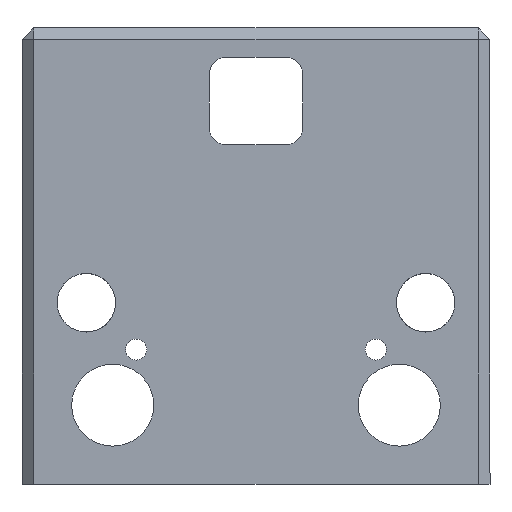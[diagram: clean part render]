
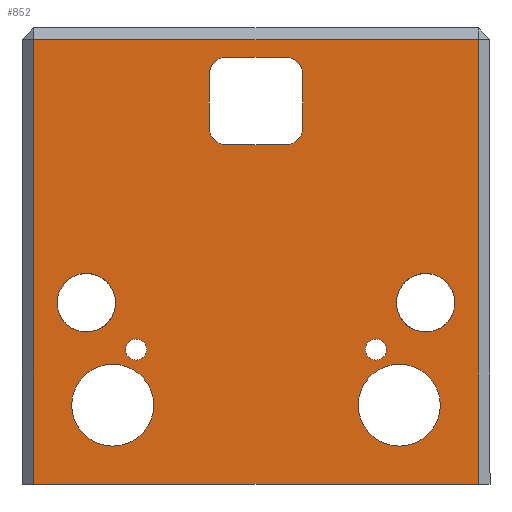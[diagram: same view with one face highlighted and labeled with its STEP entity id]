
A CAD part, left-side view. The second image highlights one B-rep face of the part: STEP entity #852.
In plain terms, the highlighted planar face has unit normal (-1, 0, 0).
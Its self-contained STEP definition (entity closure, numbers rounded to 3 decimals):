
#58=FACE_BOUND('',#200,.T.);
#59=FACE_BOUND('',#201,.T.);
#60=FACE_BOUND('',#202,.T.);
#61=FACE_BOUND('',#203,.T.);
#62=FACE_BOUND('',#204,.T.);
#63=FACE_BOUND('',#205,.T.);
#64=FACE_BOUND('',#206,.T.);
#70=CIRCLE('',#885,3.);
#72=CIRCLE('',#889,3.);
#76=CIRCLE('',#902,3.);
#87=CIRCLE('',#922,3.);
#92=CIRCLE('',#938,7.);
#93=CIRCLE('',#940,7.);
#94=CIRCLE('',#942,5.);
#95=CIRCLE('',#944,5.);
#96=CIRCLE('',#946,1.8);
#97=CIRCLE('',#948,1.8);
#142=FACE_OUTER_BOUND('',#199,.T.);
#199=EDGE_LOOP('',(#767,#768,#769,#770));
#200=EDGE_LOOP('',(#771,#772,#773,#774,#775,#776,#777,#778));
#201=EDGE_LOOP('',(#779));
#202=EDGE_LOOP('',(#780));
#203=EDGE_LOOP('',(#781));
#204=EDGE_LOOP('',(#782));
#205=EDGE_LOOP('',(#783));
#206=EDGE_LOOP('',(#784));
#215=LINE('',#1218,#291);
#220=LINE('',#1228,#296);
#224=LINE('',#1235,#300);
#242=LINE('',#1283,#318);
#245=LINE('',#1294,#321);
#267=LINE('',#1409,#343);
#268=LINE('',#1419,#344);
#282=LINE('',#1459,#358);
#291=VECTOR('',#967,10.);
#296=VECTOR('',#976,10.);
#300=VECTOR('',#982,10.);
#318=VECTOR('',#1028,10.);
#321=VECTOR('',#1039,10.);
#343=VECTOR('',#1129,10.);
#344=VECTOR('',#1140,10.);
#358=VECTOR('',#1194,10.);
#365=VERTEX_POINT('',#1211);
#367=VERTEX_POINT('',#1216);
#370=VERTEX_POINT('',#1224);
#371=VERTEX_POINT('',#1231);
#385=VERTEX_POINT('',#1273);
#386=VERTEX_POINT('',#1275);
#388=VERTEX_POINT('',#1281);
#391=VERTEX_POINT('',#1288);
#392=VERTEX_POINT('',#1290);
#403=VERTEX_POINT('',#1340);
#419=VERTEX_POINT('',#1401);
#420=VERTEX_POINT('',#1403);
#425=VERTEX_POINT('',#1435);
#426=VERTEX_POINT('',#1439);
#427=VERTEX_POINT('',#1443);
#428=VERTEX_POINT('',#1447);
#429=VERTEX_POINT('',#1451);
#430=VERTEX_POINT('',#1455);
#439=EDGE_CURVE('',#367,#365,#215,.T.);
#444=EDGE_CURVE('',#365,#370,#220,.T.);
#448=EDGE_CURVE('',#370,#371,#224,.T.);
#468=EDGE_CURVE('',#385,#386,#70,.T.);
#472=EDGE_CURVE('',#385,#388,#242,.T.);
#475=EDGE_CURVE('',#391,#392,#72,.T.);
#477=EDGE_CURVE('',#391,#386,#245,.T.);
#495=EDGE_CURVE('',#403,#388,#76,.T.);
#520=EDGE_CURVE('',#419,#420,#87,.T.);
#523=EDGE_CURVE('',#403,#420,#267,.T.);
#528=EDGE_CURVE('',#419,#392,#268,.T.);
#536=EDGE_CURVE('',#425,#425,#92,.T.);
#538=EDGE_CURVE('',#426,#426,#93,.T.);
#540=EDGE_CURVE('',#427,#427,#94,.T.);
#542=EDGE_CURVE('',#428,#428,#95,.T.);
#544=EDGE_CURVE('',#429,#429,#96,.T.);
#546=EDGE_CURVE('',#430,#430,#97,.T.);
#548=EDGE_CURVE('',#371,#367,#282,.T.);
#767=ORIENTED_EDGE('',*,*,#439,.F.);
#768=ORIENTED_EDGE('',*,*,#548,.F.);
#769=ORIENTED_EDGE('',*,*,#448,.F.);
#770=ORIENTED_EDGE('',*,*,#444,.F.);
#771=ORIENTED_EDGE('',*,*,#528,.T.);
#772=ORIENTED_EDGE('',*,*,#475,.F.);
#773=ORIENTED_EDGE('',*,*,#477,.T.);
#774=ORIENTED_EDGE('',*,*,#468,.F.);
#775=ORIENTED_EDGE('',*,*,#472,.T.);
#776=ORIENTED_EDGE('',*,*,#495,.F.);
#777=ORIENTED_EDGE('',*,*,#523,.T.);
#778=ORIENTED_EDGE('',*,*,#520,.F.);
#779=ORIENTED_EDGE('',*,*,#536,.T.);
#780=ORIENTED_EDGE('',*,*,#538,.T.);
#781=ORIENTED_EDGE('',*,*,#540,.T.);
#782=ORIENTED_EDGE('',*,*,#542,.T.);
#783=ORIENTED_EDGE('',*,*,#544,.T.);
#784=ORIENTED_EDGE('',*,*,#546,.T.);
#807=PLANE('',#950);
#852=ADVANCED_FACE('',(#142,#58,#59,#60,#61,#62,#63,#64),#807,.F.);
#885=AXIS2_PLACEMENT_3D('',#1276,#1021,#1022);
#889=AXIS2_PLACEMENT_3D('',#1291,#1034,#1035);
#902=AXIS2_PLACEMENT_3D('',#1342,#1071,#1072);
#922=AXIS2_PLACEMENT_3D('',#1404,#1121,#1122);
#938=AXIS2_PLACEMENT_3D('',#1436,#1164,#1165);
#940=AXIS2_PLACEMENT_3D('',#1440,#1169,#1170);
#942=AXIS2_PLACEMENT_3D('',#1444,#1174,#1175);
#944=AXIS2_PLACEMENT_3D('',#1448,#1179,#1180);
#946=AXIS2_PLACEMENT_3D('',#1452,#1184,#1185);
#948=AXIS2_PLACEMENT_3D('',#1456,#1189,#1190);
#950=AXIS2_PLACEMENT_3D('',#1460,#1195,#1196);
#967=DIRECTION('',(0.,0.,1.));
#976=DIRECTION('',(0.,-1.,0.));
#982=DIRECTION('',(0.,0.,-1.));
#1021=DIRECTION('center_axis',(-1.,0.,0.));
#1022=DIRECTION('ref_axis',(0.,0.707,-0.707));
#1028=DIRECTION('',(0.,0.,1.));
#1034=DIRECTION('center_axis',(-1.,0.,0.));
#1035=DIRECTION('ref_axis',(0.,-0.707,-0.707));
#1039=DIRECTION('',(0.,1.,0.));
#1071=DIRECTION('center_axis',(-1.,0.,0.));
#1072=DIRECTION('ref_axis',(0.,0.707,0.707));
#1121=DIRECTION('center_axis',(-1.,0.,0.));
#1122=DIRECTION('ref_axis',(0.,-0.707,0.707));
#1129=DIRECTION('',(0.,-1.,0.));
#1140=DIRECTION('',(0.,0.,-1.));
#1164=DIRECTION('center_axis',(1.,0.,0.));
#1165=DIRECTION('ref_axis',(0.,-1.,0.));
#1169=DIRECTION('center_axis',(1.,0.,0.));
#1170=DIRECTION('ref_axis',(0.,-1.,0.));
#1174=DIRECTION('center_axis',(1.,0.,0.));
#1175=DIRECTION('ref_axis',(0.,-1.,0.));
#1179=DIRECTION('center_axis',(1.,0.,0.));
#1180=DIRECTION('ref_axis',(0.,-1.,0.));
#1184=DIRECTION('center_axis',(1.,0.,0.));
#1185=DIRECTION('ref_axis',(0.,-1.,0.));
#1189=DIRECTION('center_axis',(1.,0.,0.));
#1190=DIRECTION('ref_axis',(0.,-1.,0.));
#1194=DIRECTION('',(0.,1.,0.));
#1195=DIRECTION('center_axis',(1.,0.,0.));
#1196=DIRECTION('ref_axis',(0.,1.,0.));
#1211=CARTESIAN_POINT('',(0.,38.,76.));
#1216=CARTESIAN_POINT('',(0.,38.,0.));
#1218=CARTESIAN_POINT('',(0.,38.,19.5));
#1224=CARTESIAN_POINT('',(0.,-38.,76.));
#1228=CARTESIAN_POINT('',(0.,20.,76.));
#1231=CARTESIAN_POINT('',(0.,-38.,0.));
#1235=CARTESIAN_POINT('',(0.,-38.,58.5));
#1273=CARTESIAN_POINT('',(0.,8.,61.));
#1275=CARTESIAN_POINT('',(0.,5.,58.));
#1276=CARTESIAN_POINT('Origin',(0.,5.,61.));
#1281=CARTESIAN_POINT('',(0.,8.,70.));
#1283=CARTESIAN_POINT('',(0.,8.,56.));
#1288=CARTESIAN_POINT('',(0.,-5.,58.));
#1290=CARTESIAN_POINT('',(0.,-8.,61.));
#1291=CARTESIAN_POINT('Origin',(0.,-5.,61.));
#1294=CARTESIAN_POINT('',(0.,4.,58.));
#1340=CARTESIAN_POINT('',(0.,5.,73.));
#1342=CARTESIAN_POINT('Origin',(0.,5.,70.));
#1401=CARTESIAN_POINT('',(0.,-8.,70.));
#1403=CARTESIAN_POINT('',(0.,-5.,73.));
#1404=CARTESIAN_POINT('Origin',(0.,-5.,70.));
#1409=CARTESIAN_POINT('',(0.,-4.,73.));
#1419=CARTESIAN_POINT('',(0.,-8.,48.5));
#1435=CARTESIAN_POINT('',(0.,-17.5,13.5));
#1436=CARTESIAN_POINT('Origin',(0.,-24.5,13.5));
#1439=CARTESIAN_POINT('',(0.,31.5,13.5));
#1440=CARTESIAN_POINT('Origin',(0.,24.5,13.5));
#1443=CARTESIAN_POINT('',(0.,-24.,31.));
#1444=CARTESIAN_POINT('Origin',(0.,-29.,31.));
#1447=CARTESIAN_POINT('',(0.,34.,31.));
#1448=CARTESIAN_POINT('Origin',(0.,29.,31.));
#1451=CARTESIAN_POINT('',(0.,-18.7,23.));
#1452=CARTESIAN_POINT('Origin',(0.,-20.5,23.));
#1455=CARTESIAN_POINT('',(0.,22.3,23.));
#1456=CARTESIAN_POINT('Origin',(0.,20.5,23.));
#1459=CARTESIAN_POINT('',(0.,-40.,0.));
#1460=CARTESIAN_POINT('Origin',(0.,0.,39.));
